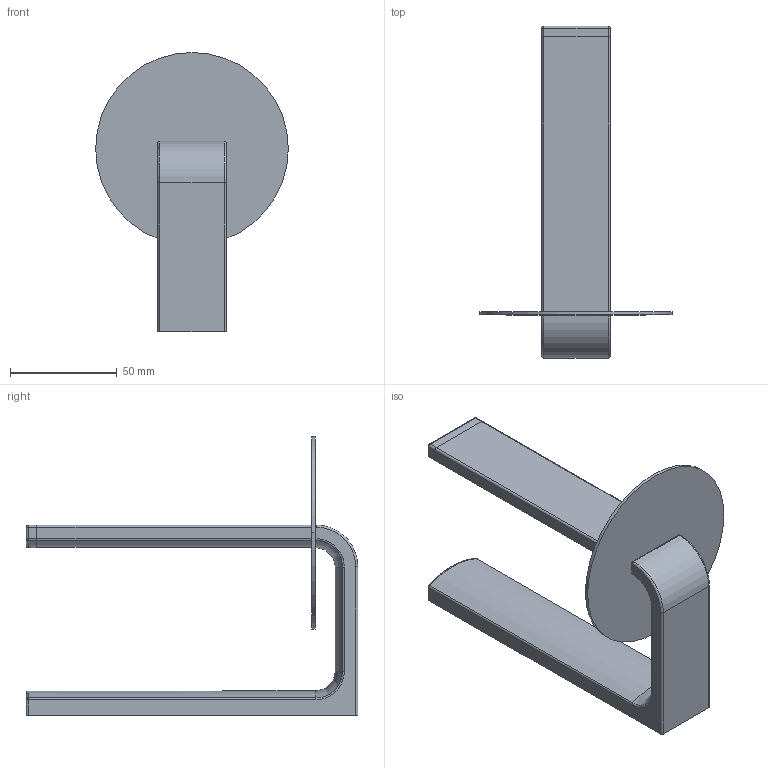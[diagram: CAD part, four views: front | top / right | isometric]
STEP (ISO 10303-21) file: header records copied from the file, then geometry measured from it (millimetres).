
FILE_DESCRIPTION (( 'STEP AP214' ), '1' );
FILE_NAME ('83590976ff_PM.STEP', '2024-02-26T07:25:47', ( '' ), ( '' ), 'SwSTEP 2.0', 'SolidWorks 2023', '' );
FILE_SCHEMA (( 'AUTOMOTIVE_DESIGN' ));
Length unit declared in the file: millimetre
Products named in the file (5): Planungsmodell_Rohr-+-052822722_K1_32x139; Planungsmodell_Halter-+-08179708321_K1_155x89; Planungsmodell_Rohr-+-052822722-01_K1_13x32; Scheibe-+-083011314_K1_90x1.5; 83590976ff_PM
Assembly tree (4 placements, depth 2):
  83590976ff_PM
    Planungsmodell_Halter-+-08179708321_K1_155x89
    Scheibe-+-083011314_K1_90x1.5
    Planungsmodell_Rohr-+-052822722_K1_32x139
    Planungsmodell_Rohr-+-052822722-01_K1_13x32
Bounding box: 90 x 155 x 130.4 mm (x, y, z)
Volume: 131282.5 mm3; surface area: 46124.7 mm2
Topology: 4 solids, 5 shells, 126 faces, 278 edges, 160 vertices
Faces by surface type: cylinder 57, plane 39, bspline 28, cone 2
Entity records: 5574 total; most frequent: CARTESIAN_POINT 2984, ORIENTED_EDGE 548, DIRECTION 445, EDGE_CURVE 274, AXIS2_PLACEMENT_3D 164, VERTEX_POINT 160, EDGE_LOOP 128, FACE_OUTER_BOUND 126
